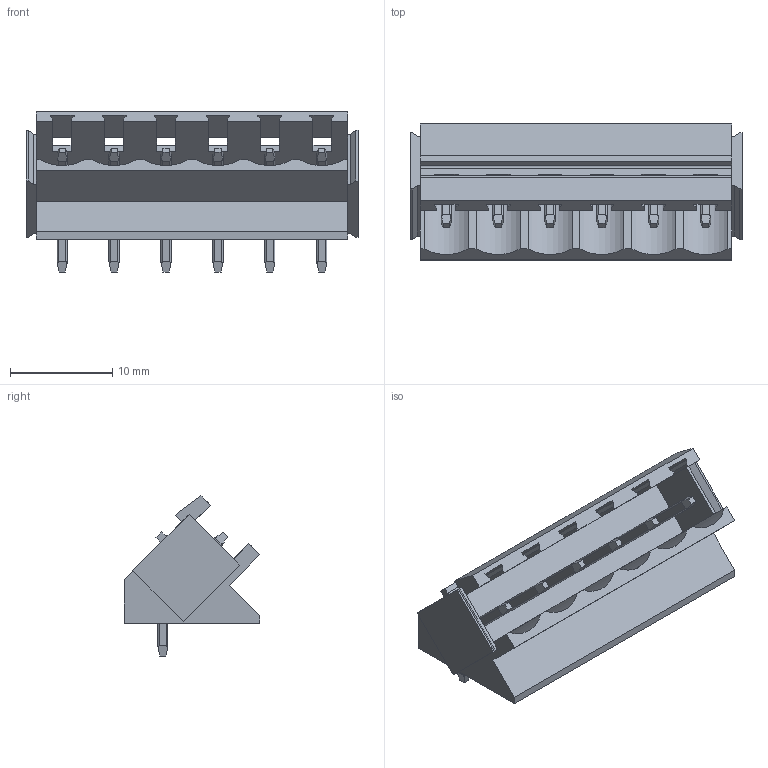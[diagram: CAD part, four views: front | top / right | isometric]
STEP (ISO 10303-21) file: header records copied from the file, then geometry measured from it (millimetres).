
FILE_DESCRIPTION(('CATIA V5 STEP Exchange','CAx-IF Rec.Pracs.--- Model Styling and Organization---1.2---2011-12-15'),'2;1');
FILE_NAME ('D1453236_0_1605570000_1605570000.stp','2018-10-10T05:00:45+00:00',('none'),('Weidmueller'),'CATIA Version 5-6 Release 2014','CATIA V5 STEP AP214','none');
FILE_SCHEMA(('AUTOMOTIVE_DESIGN { 1 0 10303 214 1 1 1 1 }'));
Length unit declared in the file: millimetre
Products named in the file (1): 1605570000
Bounding box: 32.48 x 13.3 x 15.67 mm (x, y, z)
Volume: 1963 mm3; surface area: 2759.7 mm2
Topology: 7 solids, 7 shells, 340 faces, 930 edges, 592 vertices
Faces by surface type: plane 236, cylinder 104
Entity records: 11792 total; most frequent: CARTESIAN_POINT 3870, ORIENTED_EDGE 1860, DIRECTION 1256, EDGE_CURVE 930, VECTOR 722, LINE 722, VERTEX_POINT 592, EDGE_LOOP 352
